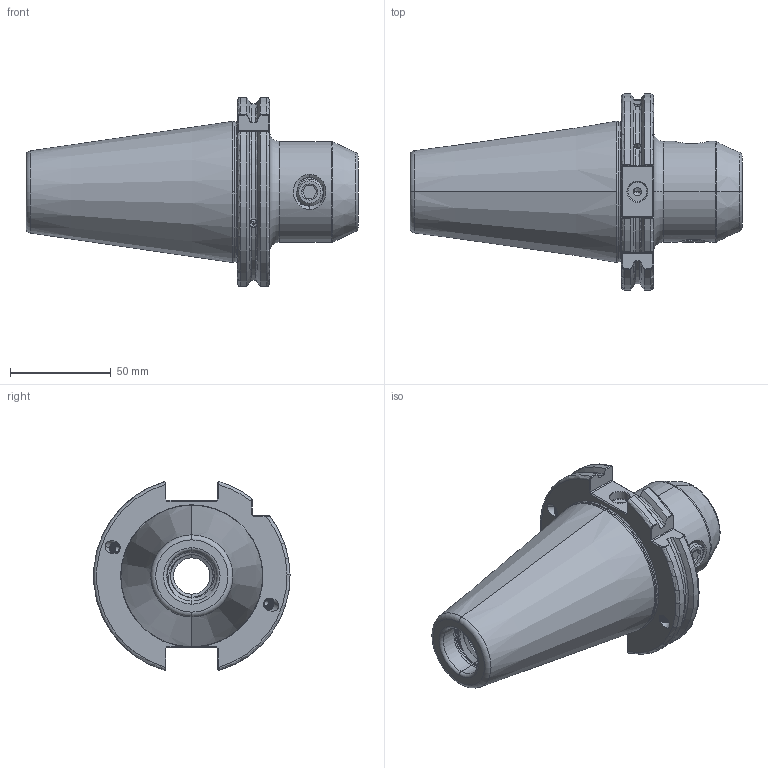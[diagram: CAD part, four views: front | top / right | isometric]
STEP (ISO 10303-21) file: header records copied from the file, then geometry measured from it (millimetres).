
FILE_DESCRIPTION (( 'STEP AP203' ), '1' );
FILE_NAME ('503.04.18.STEP', '2016-11-25T07:58:30', ( '' ), ( '' ), 'SwSTEP 2.0', 'SolidWorks 2012', '' );
FILE_SCHEMA (( 'CONFIG_CONTROL_DESIGN' ));
Length unit declared in the file: millimetre
Products named in the file (3): 503.04.18; 側固14_M14x2_16L
Assembly tree (2 placements, depth 2):
  503.04.18
    503.04.18
    側固14_M14x2_16L
Bounding box: 164.75 x 97.33 x 93.81 mm (x, y, z)
Volume: 386992.8 mm3; surface area: 57012.3 mm2
Topology: 2 solids, 2 shells, 325 faces, 867 edges, 537 vertices
Faces by surface type: cylinder 134, plane 67, cone 43, bspline 41, torus 38, sphere 2
Entity records: 28641 total; most frequent: CARTESIAN_POINT 21310, ORIENTED_EDGE 1702, DIRECTION 1193, EDGE_CURVE 851, VERTEX_POINT 537, AXIS2_PLACEMENT_3D 465, EDGE_LOOP 344, FACE_OUTER_BOUND 325
